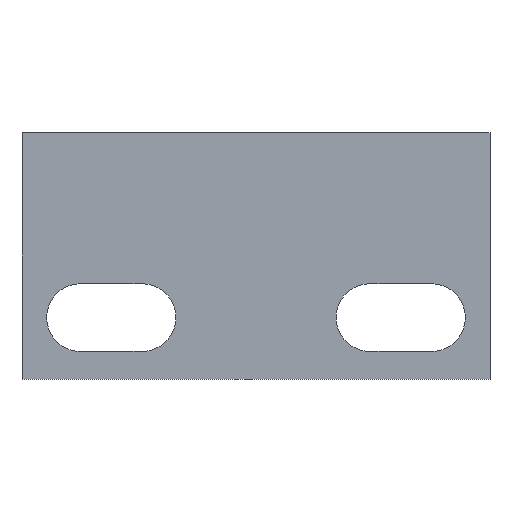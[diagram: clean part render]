
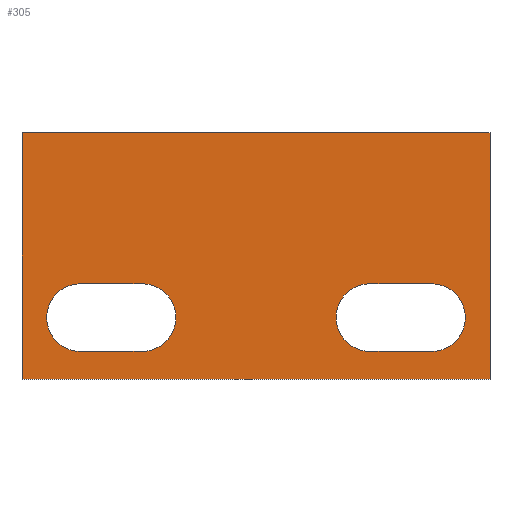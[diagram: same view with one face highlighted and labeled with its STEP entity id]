
A CAD part, front view. The second image highlights one B-rep face of the part: STEP entity #305.
In plain terms, the highlighted planar face has unit normal (0, -1, 0).
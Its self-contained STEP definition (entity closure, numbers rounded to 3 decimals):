
#3 = DIRECTION ( 'NONE',  ( 1., 0., 0. ) ) ;
#11 = EDGE_CURVE ( 'NONE', #763, #740, #725, .T. ) ;
#12 = PLANE ( 'NONE',  #459 ) ;
#16 = VERTEX_POINT ( 'NONE', #154 ) ;
#29 = EDGE_CURVE ( 'NONE', #152, #635, #630, .T. ) ;
#31 = CARTESIAN_POINT ( 'NONE',  ( -33.25, 0., -17.75 ) ) ;
#41 = FACE_BOUND ( 'NONE', #361, .T. ) ;
#45 = ORIENTED_EDGE ( 'NONE', *, *, #371, .F. ) ;
#49 = CARTESIAN_POINT ( 'NONE',  ( -28.25, 0., -17.75 ) ) ;
#50 = EDGE_CURVE ( 'NONE', #635, #799, #189, .T. ) ;
#57 = CARTESIAN_POINT ( 'NONE',  ( -9.75, 0., -15. ) ) ;
#83 = DIRECTION ( 'NONE',  ( 0., -1., 0. ) ) ;
#85 = CARTESIAN_POINT ( 'NONE',  ( 0., 0., -20. ) ) ;
#92 = DIRECTION ( 'NONE',  ( 0., 0., 1. ) ) ;
#96 = DIRECTION ( 'NONE',  ( 0., -1., 0. ) ) ;
#98 = CARTESIAN_POINT ( 'NONE',  ( -28.25, 0., -15. ) ) ;
#103 = DIRECTION ( 'NONE',  ( 0., -1., 0. ) ) ;
#113 = LINE ( 'NONE', #132, #781 ) ;
#120 = DIRECTION ( 'NONE',  ( 0., 0., 1. ) ) ;
#124 = ORIENTED_EDGE ( 'NONE', *, *, #29, .F. ) ;
#132 = CARTESIAN_POINT ( 'NONE',  ( -33.25, 0., -12.25 ) ) ;
#141 = CARTESIAN_POINT ( 'NONE',  ( -38., 0., 0. ) ) ;
#147 = FACE_OUTER_BOUND ( 'NONE', #485, .T. ) ;
#148 = LINE ( 'NONE', #504, #473 ) ;
#152 = VERTEX_POINT ( 'NONE', #807 ) ;
#154 = CARTESIAN_POINT ( 'NONE',  ( -4.75, 0., -17.75 ) ) ;
#157 = ORIENTED_EDGE ( 'NONE', *, *, #323, .T. ) ;
#189 = LINE ( 'NONE', #288, #772 ) ;
#193 = FACE_BOUND ( 'NONE', #456, .T. ) ;
#204 = CARTESIAN_POINT ( 'NONE',  ( -33.25, 0., -17.75 ) ) ;
#209 = CARTESIAN_POINT ( 'NONE',  ( -38., 0., 0. ) ) ;
#223 = DIRECTION ( 'NONE',  ( 0., 0., -1. ) ) ;
#242 = CARTESIAN_POINT ( 'NONE',  ( -9.75, 0., -17.75 ) ) ;
#259 = AXIS2_PLACEMENT_3D ( 'NONE', #98, #96, #92 ) ;
#261 = VERTEX_POINT ( 'NONE', #564 ) ;
#279 = CARTESIAN_POINT ( 'NONE',  ( -4.75, 0., -12.25 ) ) ;
#282 = LINE ( 'NONE', #31, #436 ) ;
#288 = CARTESIAN_POINT ( 'NONE',  ( 0., 0., 0. ) ) ;
#303 = EDGE_CURVE ( 'NONE', #152, #261, #527, .T. ) ;
#304 = CARTESIAN_POINT ( 'NONE',  ( -28.25, 0., -12.25 ) ) ;
#305 = ADVANCED_FACE ( 'NONE', ( #147, #41, #193 ), #12, .T. ) ;
#306 = LINE ( 'NONE', #706, #495 ) ;
#318 = EDGE_CURVE ( 'NONE', #333, #16, #679, .T. ) ;
#322 = ORIENTED_EDGE ( 'NONE', *, *, #374, .F. ) ;
#323 = EDGE_CURVE ( 'NONE', #16, #786, #702, .T. ) ;
#331 = DIRECTION ( 'NONE',  ( 1., 0., 0. ) ) ;
#333 = VERTEX_POINT ( 'NONE', #279 ) ;
#345 = CARTESIAN_POINT ( 'NONE',  ( -38., 0., 0. ) ) ;
#347 = VECTOR ( 'NONE', #439, 1000. ) ;
#348 = EDGE_CURVE ( 'NONE', #786, #741, #511, .T. ) ;
#359 = EDGE_CURVE ( 'NONE', #741, #333, #148, .T. ) ;
#361 = EDGE_LOOP ( 'NONE', ( #574, #157, #489, #826 ) ) ;
#365 = VECTOR ( 'NONE', #776, 1000. ) ;
#367 = EDGE_CURVE ( 'NONE', #261, #799, #306, .T. ) ;
#371 = EDGE_CURVE ( 'NONE', #740, #800, #113, .T. ) ;
#374 = EDGE_CURVE ( 'NONE', #800, #664, #460, .T. ) ;
#379 = DIRECTION ( 'NONE',  ( 0., 1., 0. ) ) ;
#384 = EDGE_CURVE ( 'NONE', #664, #763, #282, .T. ) ;
#414 = CARTESIAN_POINT ( 'NONE',  ( -4.75, 0., -17.75 ) ) ;
#436 = VECTOR ( 'NONE', #606, 1000. ) ;
#437 = ORIENTED_EDGE ( 'NONE', *, *, #384, .F. ) ;
#439 = DIRECTION ( 'NONE',  ( -1., 0., 0. ) ) ;
#440 = AXIS2_PLACEMENT_3D ( 'NONE', #484, #103, #542 ) ;
#456 = EDGE_LOOP ( 'NONE', ( #437, #322, #45, #509 ) ) ;
#459 = AXIS2_PLACEMENT_3D ( 'NONE', #345, #83, #528 ) ;
#460 = CIRCLE ( 'NONE', #440, 2.75 ) ;
#466 = VECTOR ( 'NONE', #3, 1000. ) ;
#473 = VECTOR ( 'NONE', #822, 1000. ) ;
#474 = ORIENTED_EDGE ( 'NONE', *, *, #50, .F. ) ;
#481 = AXIS2_PLACEMENT_3D ( 'NONE', #57, #506, #120 ) ;
#484 = CARTESIAN_POINT ( 'NONE',  ( -33.25, 0., -15. ) ) ;
#485 = EDGE_LOOP ( 'NONE', ( #474, #124, #588, #544 ) ) ;
#489 = ORIENTED_EDGE ( 'NONE', *, *, #348, .T. ) ;
#495 = VECTOR ( 'NONE', #331, 1000. ) ;
#504 = CARTESIAN_POINT ( 'NONE',  ( -4.75, 0., -12.25 ) ) ;
#506 = DIRECTION ( 'NONE',  ( 0., 1., 0. ) ) ;
#509 = ORIENTED_EDGE ( 'NONE', *, *, #11, .F. ) ;
#511 = CIRCLE ( 'NONE', #481, 2.75 ) ;
#527 = LINE ( 'NONE', #209, #365 ) ;
#528 = DIRECTION ( 'NONE',  ( 0., 0., -1. ) ) ;
#529 = CARTESIAN_POINT ( 'NONE',  ( -33.25, 0., -12.25 ) ) ;
#542 = DIRECTION ( 'NONE',  ( 0., 0., 1. ) ) ;
#544 = ORIENTED_EDGE ( 'NONE', *, *, #367, .T. ) ;
#564 = CARTESIAN_POINT ( 'NONE',  ( -38., 0., -20. ) ) ;
#574 = ORIENTED_EDGE ( 'NONE', *, *, #318, .T. ) ;
#578 = DIRECTION ( 'NONE',  ( -1., 0., 0. ) ) ;
#588 = ORIENTED_EDGE ( 'NONE', *, *, #303, .T. ) ;
#606 = DIRECTION ( 'NONE',  ( 1., 0., 0. ) ) ;
#630 = LINE ( 'NONE', #141, #466 ) ;
#635 = VERTEX_POINT ( 'NONE', #764 ) ;
#638 = AXIS2_PLACEMENT_3D ( 'NONE', #746, #379, #804 ) ;
#664 = VERTEX_POINT ( 'NONE', #204 ) ;
#679 = CIRCLE ( 'NONE', #638, 2.75 ) ;
#702 = LINE ( 'NONE', #414, #347 ) ;
#706 = CARTESIAN_POINT ( 'NONE',  ( -38., 0., -20. ) ) ;
#725 = CIRCLE ( 'NONE', #259, 2.75 ) ;
#740 = VERTEX_POINT ( 'NONE', #304 ) ;
#741 = VERTEX_POINT ( 'NONE', #742 ) ;
#742 = CARTESIAN_POINT ( 'NONE',  ( -9.75, 0., -12.25 ) ) ;
#746 = CARTESIAN_POINT ( 'NONE',  ( -4.75, 0., -15. ) ) ;
#763 = VERTEX_POINT ( 'NONE', #49 ) ;
#764 = CARTESIAN_POINT ( 'NONE',  ( 0., 0., 0. ) ) ;
#772 = VECTOR ( 'NONE', #223, 1000. ) ;
#776 = DIRECTION ( 'NONE',  ( 0., 0., -1. ) ) ;
#781 = VECTOR ( 'NONE', #578, 1000. ) ;
#786 = VERTEX_POINT ( 'NONE', #242 ) ;
#799 = VERTEX_POINT ( 'NONE', #85 ) ;
#800 = VERTEX_POINT ( 'NONE', #529 ) ;
#804 = DIRECTION ( 'NONE',  ( 0., 0., 1. ) ) ;
#807 = CARTESIAN_POINT ( 'NONE',  ( -38., 0., 0. ) ) ;
#822 = DIRECTION ( 'NONE',  ( 1., 0., 0. ) ) ;
#826 = ORIENTED_EDGE ( 'NONE', *, *, #359, .T. ) ;
